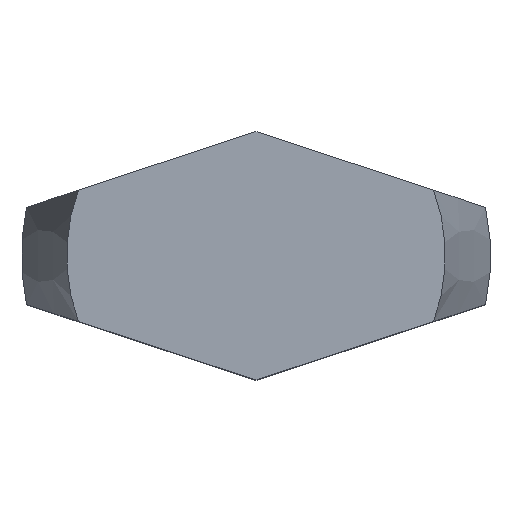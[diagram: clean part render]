
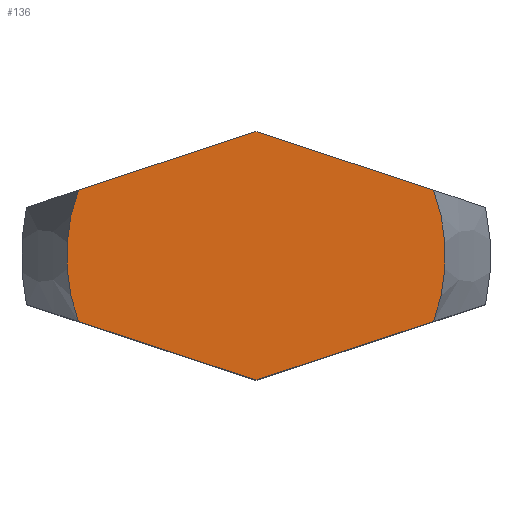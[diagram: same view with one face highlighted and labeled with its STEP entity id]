
A CAD part, top view. The second image highlights one B-rep face of the part: STEP entity #136.
In plain terms, the highlighted planar face has unit normal (0, 0, 1).
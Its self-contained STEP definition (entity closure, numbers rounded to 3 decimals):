
#106=VERTEX_POINT('',#269);
#114=VERTEX_POINT('',#277);
#122=VERTEX_POINT('',#286);
#128=VERTEX_POINT('',#292);
#136=ADVANCED_FACE('',(#302),#303,.T.);
#156=VERTEX_POINT('',#328);
#160=EDGE_CURVE('',#128,#106,#332,.T.);
#162=EDGE_CURVE('',#122,#114,#334,.T.);
#184=EDGE_CURVE('',#234,#122,#358,.T.);
#192=EDGE_CURVE('',#114,#128,#366,.T.);
#212=EDGE_CURVE('',#106,#156,#387,.T.);
#216=EDGE_CURVE('',#156,#234,#391,.T.);
#234=VERTEX_POINT('',#409);
#269=CARTESIAN_POINT('',(0.0,6.614,15.0));
#277=CARTESIAN_POINT('',(9.462,-3.5,15.0));
#286=CARTESIAN_POINT('',(0.0,-6.614,15.0));
#292=CARTESIAN_POINT('',(9.462,3.5,15.0));
#302=FACE_OUTER_BOUND('',#484,.T.);
#303=PLANE('',#485);
#328=CARTESIAN_POINT('',(-9.462,3.5,15.0));
#332=LINE('',#520,#521);
#334=LINE('',#524,#525);
#358=LINE('',#569,#570);
#366=CIRCLE('',#591,10.088);
#387=LINE('',#631,#632);
#391=CIRCLE('',#638,10.088);
#409=CARTESIAN_POINT('',(-9.462,-3.5,15.0));
#484=EDGE_LOOP('',(#728,#729,#730,#731,#732,#733));
#485=AXIS2_PLACEMENT_3D('',#734,#735,#736);
#520=CARTESIAN_POINT('',(7.981,3.987,15.0));
#521=VECTOR('',#781,1.0);
#524=CARTESIAN_POINT('',(0.233,-6.537,15.0));
#525=VECTOR('',#782,1.0);
#569=CARTESIAN_POINT('',(-6.483,-4.48,15.0));
#570=VECTOR('',#807,1.0);
#591=AXIS2_PLACEMENT_3D('',#809,#810,#811);
#631=CARTESIAN_POINT('',(-1.731,6.044,15.0));
#632=VECTOR('',#829,1.0);
#638=AXIS2_PLACEMENT_3D('',#833,#834,#835);
#728=ORIENTED_EDGE('',*,*,#184,.T.);
#729=ORIENTED_EDGE('',*,*,#162,.T.);
#730=ORIENTED_EDGE('',*,*,#192,.T.);
#731=ORIENTED_EDGE('',*,*,#160,.T.);
#732=ORIENTED_EDGE('',*,*,#212,.T.);
#733=ORIENTED_EDGE('',*,*,#216,.T.);
#734=CARTESIAN_POINT('',(0.,-5.044,15.0));
#735=DIRECTION('',(0.0,0.0,1.0));
#736=DIRECTION('',(0.,-1.0,0.0));
#781=DIRECTION('',(-0.95,0.313,0.0));
#782=DIRECTION('',(0.95,0.313,0.0));
#807=DIRECTION('',(0.95,-0.313,0.0));
#809=CARTESIAN_POINT('',(0.,0.,15.0));
#810=DIRECTION('',(0.0,0.0,1.0));
#811=DIRECTION('',(0.,-1.0,0.0));
#829=DIRECTION('',(-0.95,-0.313,0.0));
#833=CARTESIAN_POINT('',(0.,0.,15.0));
#834=DIRECTION('',(0.0,0.0,1.0));
#835=DIRECTION('',(0.,-1.0,0.0));
